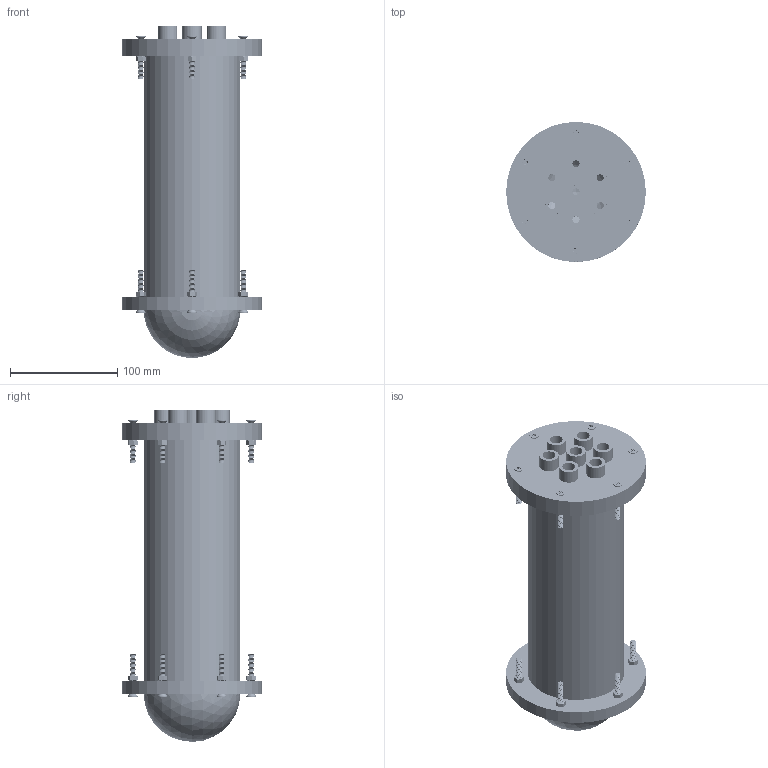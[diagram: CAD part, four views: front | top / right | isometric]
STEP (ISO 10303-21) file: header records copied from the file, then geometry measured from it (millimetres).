
FILE_DESCRIPTION (( 'STEP AP203' ), '1' );
FILE_NAME ('90組蚾饜.STEP', '2021-03-10T08:58:36', ( '2012dnd.com' ), ( '2012dnd.com' ), 'SwSTEP 2.0', 'SolidWorks 2019', '' );
FILE_SCHEMA (( 'CONFIG_CONTROL_DESIGN' ));
Length unit declared in the file: millimetre
Products named in the file (8): hex nuts, style 1-grades ab gb_GB_FASTENER_NUT_SNAB1 M5-S; 90舱密封圈; 90組; 90舱半球罩; 蹟邡耀攜1; cross recessed countersunk head screws gb2_GB_CROSS_SCREWS_TYPE10 M5X40-37.3-H1-S; 90組裔赽; 90組蚾饜
Assembly tree (36 placements, depth 2):
  90組蚾饜
    90組
    90舱半球罩
    90組裔赽
    90舱密封圈  x2
    蹟邡耀攜1  x7
    cross recessed countersunk head screws gb2_GB_CROSS_SCREWS_TYPE10 M5X40-37.3-H1-S  x12
    hex nuts, style 1-grades ab gb_GB_FASTENER_NUT_SNAB1 M5-S  x12
Bounding box: 130 x 130 x 309 mm (x, y, z)
Volume: 651359.1 mm3; surface area: 285043.1 mm2
Topology: 36 solids, 36 shells, 6450 faces, 13158 edges, 6808 vertices
Faces by surface type: cone 3984, cylinder 2132, plane 318, torus 12, sphere 4
Entity records: 18822 total; most frequent: DIRECTION 3410, CARTESIAN_POINT 2863, ORIENTED_EDGE 2708, AXIS2_PLACEMENT_3D 1389, EDGE_CURVE 1354, VERTEX_POINT 738, EDGE_LOOP 720, CIRCLE 710
